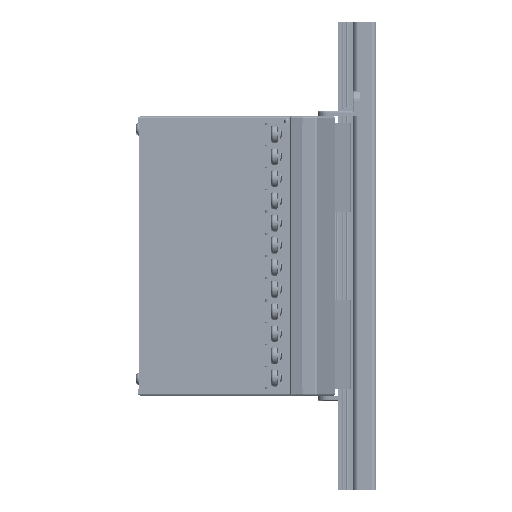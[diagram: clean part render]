
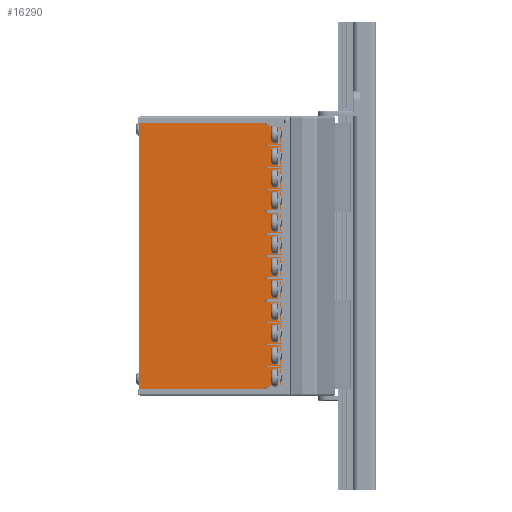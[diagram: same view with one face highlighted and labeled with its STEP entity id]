
A CAD part, left-side view. The second image highlights one B-rep face of the part: STEP entity #16290.
In plain terms, the highlighted planar face has unit normal (-1, 0, 0.002).
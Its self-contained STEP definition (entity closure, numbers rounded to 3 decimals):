
#1135 = CARTESIAN_POINT ( 'NONE',  ( -34.75, -31., -107. ) ) ;
#3818 = DIRECTION ( 'NONE',  ( 0., 0., 1. ) ) ;
#3990 = CARTESIAN_POINT ( 'NONE',  ( -34.75, -31., -107. ) ) ;
#4500 = VECTOR ( 'NONE', #34571, 1000. ) ;
#4946 = ORIENTED_EDGE ( 'NONE', *, *, #47816, .F. ) ;
#6290 = LINE ( 'NONE', #6624, #4500 ) ;
#6343 = CARTESIAN_POINT ( 'NONE',  ( -34.75, 31., -107. ) ) ;
#6376 = VECTOR ( 'NONE', #12224, 1000. ) ;
#6624 = CARTESIAN_POINT ( 'NONE',  ( -34.75, 31., -107. ) ) ;
#7393 = ORIENTED_EDGE ( 'NONE', *, *, #37066, .T. ) ;
#7559 = EDGE_LOOP ( 'NONE', ( #10252, #4946, #32880, #7393 ) ) ;
#10252 = ORIENTED_EDGE ( 'NONE', *, *, #27502, .F. ) ;
#12224 = DIRECTION ( 'NONE',  ( 0., -1., 0. ) ) ;
#14642 = VERTEX_POINT ( 'NONE', #41485 ) ;
#14726 = VECTOR ( 'NONE', #39572, 1000. ) ;
#15212 = AXIS2_PLACEMENT_3D ( 'NONE', #29761, #37708, #22011 ) ;
#16290 = ADVANCED_FACE ( 'NONE', ( #30707 ), #37543, .T. ) ;
#16695 = CARTESIAN_POINT ( 'NONE',  ( -34.75, -31., 0. ) ) ;
#18933 = EDGE_CURVE ( 'NONE', #47979, #24627, #6290, .T. ) ;
#20331 = CARTESIAN_POINT ( 'NONE',  ( -34.75, 31., -107. ) ) ;
#22011 = DIRECTION ( 'NONE',  ( 0., 0., 1. ) ) ;
#24627 = VERTEX_POINT ( 'NONE', #1135 ) ;
#27502 = EDGE_CURVE ( 'NONE', #14642, #31429, #28130, .T. ) ;
#28130 = LINE ( 'NONE', #35327, #6376 ) ;
#29761 = CARTESIAN_POINT ( 'NONE',  ( -34.75, 31., -107. ) ) ;
#30707 = FACE_OUTER_BOUND ( 'NONE', #7559, .T. ) ;
#31429 = VERTEX_POINT ( 'NONE', #16695 ) ;
#32880 = ORIENTED_EDGE ( 'NONE', *, *, #18933, .T. ) ;
#33828 = VECTOR ( 'NONE', #3818, 1000. ) ;
#34571 = DIRECTION ( 'NONE',  ( 0., -1., 0. ) ) ;
#35327 = CARTESIAN_POINT ( 'NONE',  ( -34.75, 31., 0. ) ) ;
#37066 = EDGE_CURVE ( 'NONE', #24627, #31429, #45264, .T. ) ;
#37543 = PLANE ( 'NONE',  #15212 ) ;
#37708 = DIRECTION ( 'NONE',  ( -1., 0., 0. ) ) ;
#39572 = DIRECTION ( 'NONE',  ( 0., 0., 1. ) ) ;
#40052 = LINE ( 'NONE', #20331, #14726 ) ;
#41485 = CARTESIAN_POINT ( 'NONE',  ( -34.75, 31., 0. ) ) ;
#45264 = LINE ( 'NONE', #3990, #33828 ) ;
#47816 = EDGE_CURVE ( 'NONE', #47979, #14642, #40052, .T. ) ;
#47979 = VERTEX_POINT ( 'NONE', #6343 ) ;
